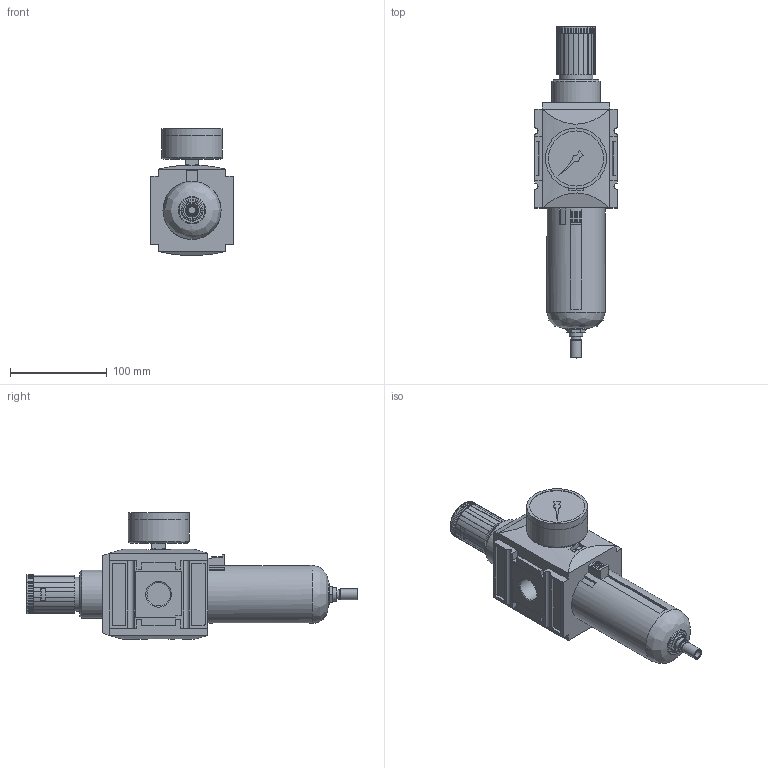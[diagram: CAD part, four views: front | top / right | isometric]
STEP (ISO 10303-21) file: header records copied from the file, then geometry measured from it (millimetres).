
FILE_DESCRIPTION( ( 'STEP AP214' ), ' ' );
FILE_NAME( '92104.FF04.stp', '2017-01-23T08:34:32', ( '' ), ( '' ), ' ', 'PARTsolutions', ' ' );
FILE_SCHEMA( ( 'AUTOMOTIVE_DESIGN { 1 0 10303 214 1 1 1 1 }' ) );
Length unit declared in the file: millimetre
Products named in the file (5): 92104.FF04; _FU 6120G 3/4000-1; _FU 6120-3; _FU 6120-2; _FU 6120_0
Assembly tree (4 placements, depth 2):
  92104.FF04
    _FU 6120G 3/4000-1
    _FU 6120-3
    _FU 6120-2
    _FU 6120_0
Bounding box: 85 x 343 x 131.14 mm (x, y, z)
Volume: 1294853.6 mm3; surface area: 124399.7 mm2
Topology: 4 solids, 4 shells, 555 faces, 1440 edges, 937 vertices
Faces by surface type: plane 307, cylinder 180, torus 44, cone 23, bspline 1
Full cylindrical faces by diameter (mm): 7.5 x1, 8.566 x1, 8.917 x1, 9.728 x1, 11.3 x1, 11.445 x2, 13.157 x1, 14 x1, 16.5 x2, 16.8 x2, 22 x1, 23 x1, 24.117 x2, 27 x1, 32 x2, 35 x1, 50 x1, 57 x1, 60 x1, 62.96 x1, 63 x2
Entity records: 22228 total; most frequent: CARTESIAN_POINT 4220, DIRECTION 2827, ORIENTED_EDGE 2760, EDGE_CURVE 1380, AXIS2_PLACEMENT_3D 1026, VERTEX_POINT 927, LINE 775, VECTOR 775
